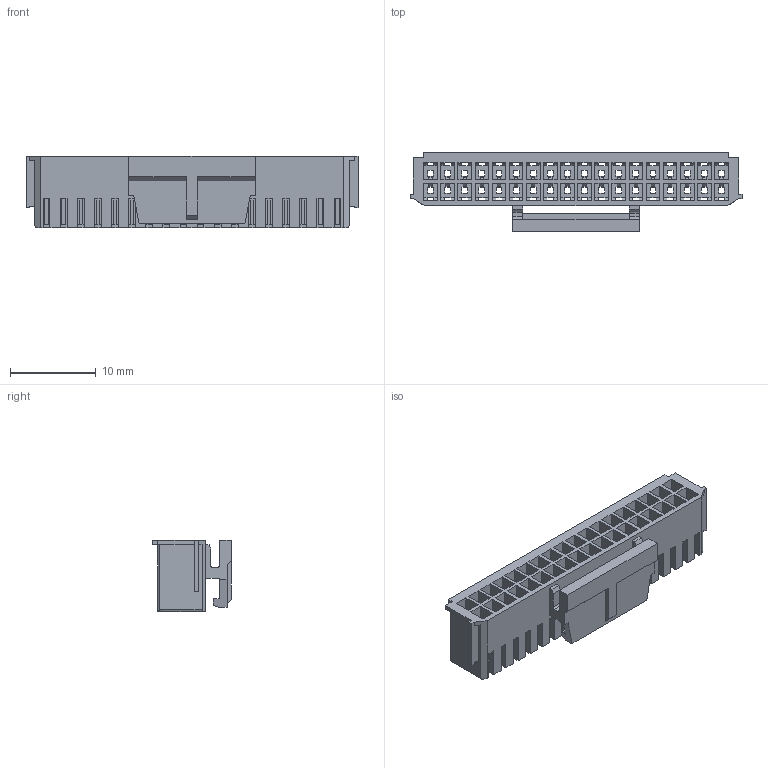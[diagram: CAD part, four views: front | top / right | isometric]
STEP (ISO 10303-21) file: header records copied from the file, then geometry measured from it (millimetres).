
FILE_DESCRIPTION (( 'STEP AP214' ), '1' );
FILE_NAME ('FHG20007-D36M2W1B-REF .STEP', '2026-03-03T07:28:05', ( '' ), ( '' ), 'SwSTEP 2.0', 'SolidWorks 2021', '' );
FILE_SCHEMA (( 'AUTOMOTIVE_DESIGN' ));
Length unit declared in the file: millimetre
Products named in the file (1): FHG20007-D36M2W1B-REF 
Bounding box: 38.8 x 9.2 x 8.3 mm (x, y, z)
Volume: 955.5 mm3; surface area: 3631.1 mm2
Topology: 1 solids, 1 shells, 933 faces, 2899 edges, 1932 vertices
Faces by surface type: plane 925, cylinder 8
Entity records: 31907 total; most frequent: ORIENTED_EDGE 5798, CARTESIAN_POINT 5789, DIRECTION 4773, EDGE_CURVE 2899, LINE 2885, VECTOR 2885, VERTEX_POINT 1932, EDGE_LOOP 1043
